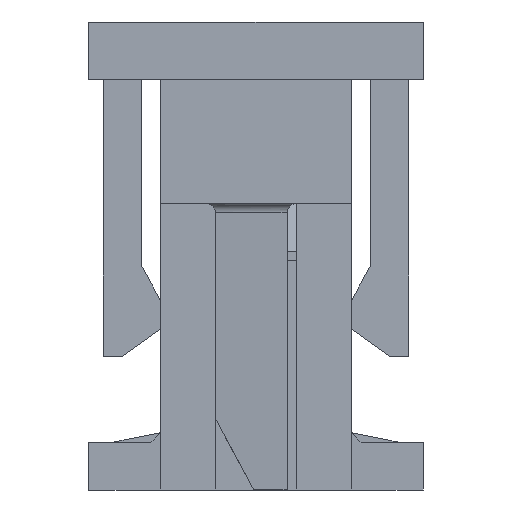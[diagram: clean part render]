
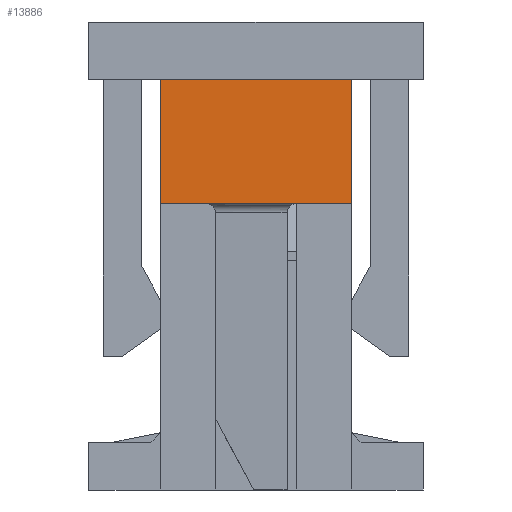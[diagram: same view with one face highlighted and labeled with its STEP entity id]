
A CAD part, left-side view. The second image highlights one B-rep face of the part: STEP entity #13886.
In plain terms, the highlighted planar face has unit normal (-1, 0, 0).
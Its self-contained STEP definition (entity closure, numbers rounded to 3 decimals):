
#4050=ORIENTED_EDGE('',*,*,#6171,.F.);
#4051=ORIENTED_EDGE('',*,*,#6166,.F.);
#4052=ORIENTED_EDGE('',*,*,#6173,.T.);
#4053=ORIENTED_EDGE('',*,*,#6174,.T.);
#6166=EDGE_CURVE('',#7482,#7483,#9404,.T.);
#6171=EDGE_CURVE('',#7483,#7487,#9409,.T.);
#6173=EDGE_CURVE('',#7482,#7488,#9411,.T.);
#6174=EDGE_CURVE('',#7488,#7487,#9412,.T.);
#7482=VERTEX_POINT('',#21845);
#7483=VERTEX_POINT('',#21847);
#7487=VERTEX_POINT('',#21857);
#7488=VERTEX_POINT('',#21861);
#9404=LINE('',#21846,#11346);
#9409=LINE('',#21856,#11351);
#9411=LINE('',#21860,#11353);
#9412=LINE('',#21862,#11354);
#11346=VECTOR('',#17872,1000.);
#11351=VECTOR('',#17879,1000.);
#11353=VECTOR('',#17883,1000.);
#11354=VECTOR('',#17884,1000.);
#12012=EDGE_LOOP('',(#4050,#4051,#4052,#4053));
#12650=FACE_BOUND('',#12012,.T.);
#13265=PLANE('',#14639);
#13886=ADVANCED_FACE('',(#12650),#13265,.T.);
#14639=AXIS2_PLACEMENT_3D('',#21859,#17881,#17882);
#17872=DIRECTION('',(0.,1.,0.));
#17879=DIRECTION('',(0.,0.,1.));
#17881=DIRECTION('',(-1.,0.,0.));
#17882=DIRECTION('',(0.,0.,1.));
#17883=DIRECTION('',(0.,0.,1.));
#17884=DIRECTION('',(0.,1.,0.));
#21845=CARTESIAN_POINT('',(-10.2,-1.,-0.65));
#21846=CARTESIAN_POINT('',(-10.2,-1.,-0.65));
#21847=CARTESIAN_POINT('',(-10.2,1.,-0.65));
#21856=CARTESIAN_POINT('',(-10.2,1.,-0.65));
#21857=CARTESIAN_POINT('',(-10.2,1.,0.65));
#21859=CARTESIAN_POINT('',(-10.2,-1.,-0.65));
#21860=CARTESIAN_POINT('',(-10.2,-1.,-0.65));
#21861=CARTESIAN_POINT('',(-10.2,-1.,0.65));
#21862=CARTESIAN_POINT('',(-10.2,-1.,0.65));
